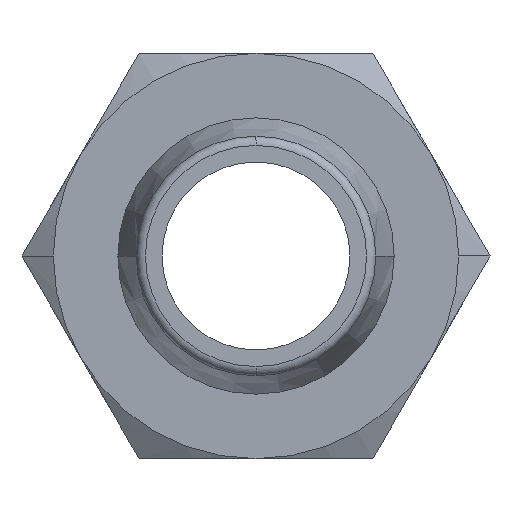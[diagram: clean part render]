
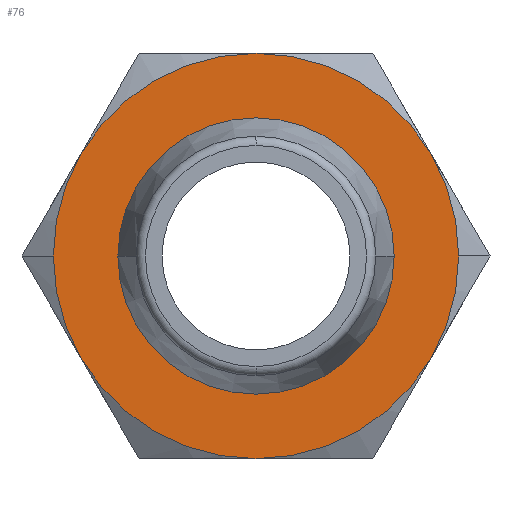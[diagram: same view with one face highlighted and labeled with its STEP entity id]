
A CAD part, front view. The second image highlights one B-rep face of the part: STEP entity #76.
In plain terms, the highlighted planar face has unit normal (0, -1, 0).
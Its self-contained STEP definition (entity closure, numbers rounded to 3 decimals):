
#76=ADVANCED_FACE('',(#194,#195),#196,.T.);
#194=FACE_OUTER_BOUND('',#357,.T.);
#195=FACE_BOUND('',#358,.T.);
#196=PLANE('',#359);
#357=EDGE_LOOP('',(#519,#520,#521,#522,#523,#524,#525,#526));
#358=EDGE_LOOP('',(#527,#528));
#359=AXIS2_PLACEMENT_3D('',#529,#530,#531);
#519=ORIENTED_EDGE('',*,*,#938,.F.);
#520=ORIENTED_EDGE('',*,*,#939,.F.);
#521=ORIENTED_EDGE('',*,*,#940,.F.);
#522=ORIENTED_EDGE('',*,*,#941,.F.);
#523=ORIENTED_EDGE('',*,*,#942,.F.);
#524=ORIENTED_EDGE('',*,*,#943,.F.);
#525=ORIENTED_EDGE('',*,*,#944,.F.);
#526=ORIENTED_EDGE('',*,*,#945,.F.);
#527=ORIENTED_EDGE('',*,*,#946,.F.);
#528=ORIENTED_EDGE('',*,*,#947,.F.);
#529=CARTESIAN_POINT('',(5.5,28.0,0.0));
#530=DIRECTION('',(-0.0,-1.0,-0.0));
#531=DIRECTION('',(-1.0,0.0,0.0));
#938=EDGE_CURVE('',#1103,#1104,#1105,.T.);
#939=EDGE_CURVE('',#1106,#1103,#1107,.T.);
#940=EDGE_CURVE('',#1108,#1106,#1109,.T.);
#941=EDGE_CURVE('',#1110,#1108,#1111,.T.);
#942=EDGE_CURVE('',#1112,#1110,#1113,.T.);
#943=EDGE_CURVE('',#1114,#1112,#1115,.T.);
#944=EDGE_CURVE('',#1116,#1114,#1117,.T.);
#945=EDGE_CURVE('',#1104,#1116,#1118,.T.);
#946=EDGE_CURVE('',#1119,#1120,#1121,.T.);
#947=EDGE_CURVE('',#1120,#1119,#1122,.T.);
#1103=VERTEX_POINT('',#1333);
#1104=VERTEX_POINT('',#1334);
#1105=CIRCLE('',#1335,11.0);
#1106=VERTEX_POINT('',#1336);
#1107=CIRCLE('',#1337,11.0);
#1108=VERTEX_POINT('',#1338);
#1109=CIRCLE('',#1339,11.0);
#1110=VERTEX_POINT('',#1340);
#1111=CIRCLE('',#1341,11.0);
#1112=VERTEX_POINT('',#1342);
#1113=CIRCLE('',#1343,11.0);
#1114=VERTEX_POINT('',#1344);
#1115=CIRCLE('',#1345,11.0);
#1116=VERTEX_POINT('',#1346);
#1117=CIRCLE('',#1347,11.0);
#1118=CIRCLE('',#1348,11.0);
#1119=VERTEX_POINT('',#1349);
#1120=VERTEX_POINT('',#1350);
#1121=CIRCLE('',#1351,7.5);
#1122=CIRCLE('',#1352,7.5);
#1333=CARTESIAN_POINT('',(9.526,28.0,5.5));
#1334=CARTESIAN_POINT('',(11.0,28.0,0.));
#1335=AXIS2_PLACEMENT_3D('',#1847,#1848,#1849);
#1336=CARTESIAN_POINT('',(0.,28.0,11.0));
#1337=AXIS2_PLACEMENT_3D('',#1850,#1851,#1852);
#1338=CARTESIAN_POINT('',(-9.526,28.0,5.5));
#1339=AXIS2_PLACEMENT_3D('',#1853,#1854,#1855);
#1340=CARTESIAN_POINT('',(-11.0,28.0,0.));
#1341=AXIS2_PLACEMENT_3D('',#1856,#1857,#1858);
#1342=CARTESIAN_POINT('',(-9.526,28.0,-5.5));
#1343=AXIS2_PLACEMENT_3D('',#1859,#1860,#1861);
#1344=CARTESIAN_POINT('',(0.0,28.0,-11.0));
#1345=AXIS2_PLACEMENT_3D('',#1862,#1863,#1864);
#1346=CARTESIAN_POINT('',(9.526,28.0,-5.5));
#1347=AXIS2_PLACEMENT_3D('',#1865,#1866,#1867);
#1348=AXIS2_PLACEMENT_3D('',#1868,#1869,#1870);
#1349=CARTESIAN_POINT('',(-7.5,28.0,0.));
#1350=CARTESIAN_POINT('',(7.5,28.0,0.));
#1351=AXIS2_PLACEMENT_3D('',#1871,#1872,#1873);
#1352=AXIS2_PLACEMENT_3D('',#1874,#1875,#1876);
#1847=CARTESIAN_POINT('',(0.0,28.0,0.0));
#1848=DIRECTION('',(-0.0,1.0,0.0));
#1849=DIRECTION('',(1.0,0.0,0.0));
#1850=CARTESIAN_POINT('',(0.0,28.0,0.0));
#1851=DIRECTION('',(-0.0,1.0,0.0));
#1852=DIRECTION('',(1.0,0.0,0.0));
#1853=CARTESIAN_POINT('',(0.0,28.0,0.0));
#1854=DIRECTION('',(-0.0,1.0,0.0));
#1855=DIRECTION('',(1.0,0.0,0.0));
#1856=CARTESIAN_POINT('',(0.0,28.0,0.0));
#1857=DIRECTION('',(-0.0,1.0,0.0));
#1858=DIRECTION('',(1.0,0.0,0.0));
#1859=CARTESIAN_POINT('',(0.0,28.0,0.0));
#1860=DIRECTION('',(-0.0,1.0,0.0));
#1861=DIRECTION('',(1.0,0.0,0.0));
#1862=CARTESIAN_POINT('',(0.0,28.0,0.0));
#1863=DIRECTION('',(-0.0,1.0,0.0));
#1864=DIRECTION('',(1.0,0.0,0.0));
#1865=CARTESIAN_POINT('',(0.0,28.0,0.0));
#1866=DIRECTION('',(-0.0,1.0,0.0));
#1867=DIRECTION('',(1.0,0.0,0.0));
#1868=CARTESIAN_POINT('',(0.0,28.0,0.0));
#1869=DIRECTION('',(-0.0,1.0,0.0));
#1870=DIRECTION('',(1.0,0.0,0.0));
#1871=CARTESIAN_POINT('',(0.0,28.0,0.0));
#1872=DIRECTION('',(0.0,-1.0,0.0));
#1873=DIRECTION('',(1.0,0.0,0.0));
#1874=CARTESIAN_POINT('',(0.0,28.0,0.0));
#1875=DIRECTION('',(0.0,-1.0,0.0));
#1876=DIRECTION('',(1.0,0.0,0.0));
